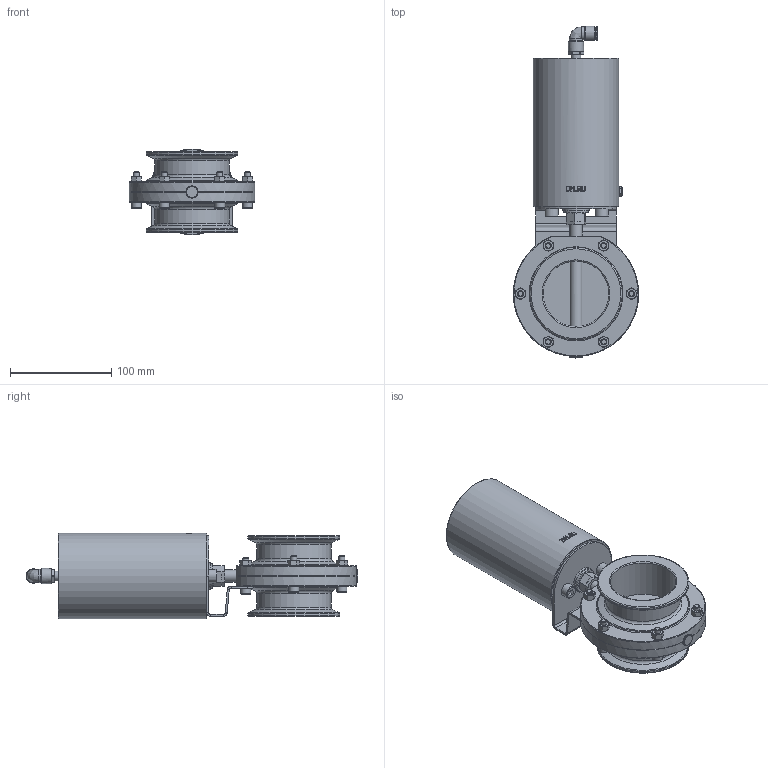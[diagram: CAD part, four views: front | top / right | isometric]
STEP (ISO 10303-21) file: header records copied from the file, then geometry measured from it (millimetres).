
FILE_DESCRIPTION(/* description */ (''),/* implementation_level */ '2;1');
FILE_NAME(/* name */ 'DN65_3D_STEP.stp',/* time_stamp */ '2025-12-25T15:47:24+03:00',/* author */ ('igorr'),/* organization */ (''),/* preprocessor_version */ 'ST-DEVELOPER v20',/* originating_system */ 'Autodesk Inventor 2025',/* authorisation */ '');
FILE_SCHEMA (('AUTOMOTIVE_DESIGN { 1 0 10303 214 3 1 1 }'));
Length unit declared in the file: millimetre
Products named in the file (9): Сборка1; Деталь1; Деталь; Деталь2; AS 1421 - M6 x 10 засверленный 
конец; AS 1420 - 1973 - M8 x 16; ANSI B18.2.4.2M - M12x1,75; AS 1420 - 1973 - M6 x 30; ANSI B18.2.4.2M - M6x1
Assembly tree (20 placements, depth 2):
  Сборка1
    Деталь1
    Деталь
    Деталь2
    ANSI B18.2.4.2M - M6x1  x7
    AS 1421 - M6 x 10 засверленный 
конец
    AS 1420 - 1973 - M8 x 16  x2
    ANSI B18.2.4.2M - M12x1,75
    AS 1420 - 1973 - M6 x 30  x6
Bounding box: 123.99 x 328.68 x 85 mm (x, y, z)
Volume: 1152732.2 mm3; surface area: 170993.3 mm2
Topology: 20 solids, 20 shells, 602 faces, 1424 edges, 890 vertices
Faces by surface type: plane 274, cone 137, cylinder 115, torus 48, bspline 26, sphere 2
Full cylindrical faces by diameter (mm): 4.917 x7, 5.896 x1, 6 x19, 7.534 x1, 8 x2, 8.533 x2, 9 x2, 9.73 x1, 10 x7, 10.106 x1, 10.198 x1, 11.437 x1, 12 x2, 13 x4, 14 x2, 14.678 x1, 15 x1, 18 x1, 20 x2, 24 x1, 26 x1, 65 x2, 73.653 x2, 76 x1, 82 x1, 85 x1, 91 x2
Entity records: 12899 total; most frequent: CARTESIAN_POINT 3430, DIRECTION 1899, ORIENTED_EDGE 1804, EDGE_CURVE 902, AXIS2_PLACEMENT_3D 763, VERTEX_POINT 572, EDGE_LOOP 442, CIRCLE 377
